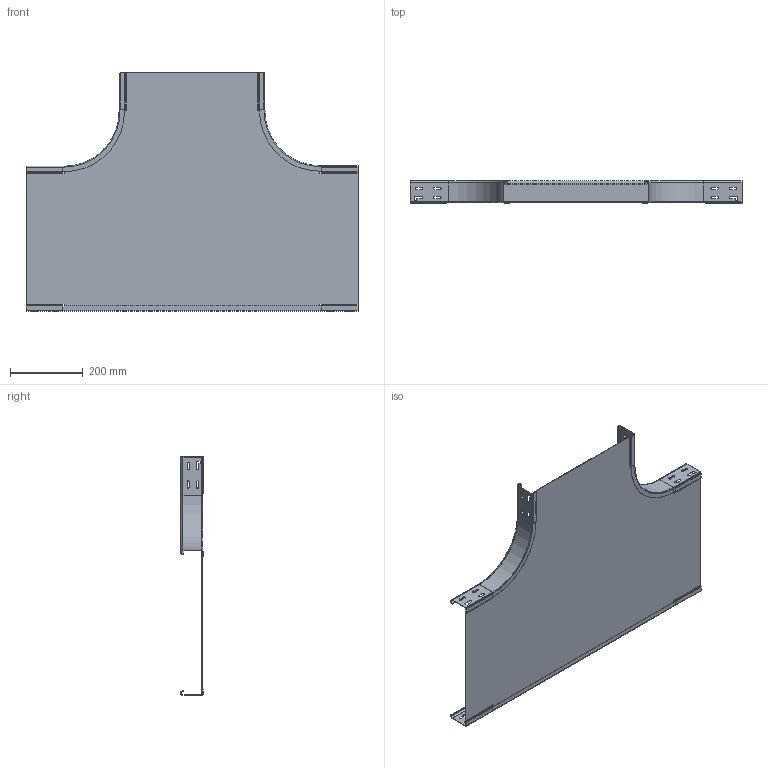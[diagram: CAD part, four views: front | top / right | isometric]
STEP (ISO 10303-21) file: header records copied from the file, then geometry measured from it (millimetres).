
FILE_DESCRIPTION((''),'2;1');
FILE_NAME('7003390_ASM','2013-02-04T',('AndreasKeweloh'),(''),'PRO/ENGINEER BY PARAMETRIC TECHNOLOGY CORPORATION, 2012360','PRO/ENGINEER BY PARAMETRIC TECHNOLOGY CORPORATION, 2012360','');
FILE_SCHEMA(('CONFIG_CONTROL_DESIGN'));
Length unit declared in the file: millimetre
Products named in the file (4): KTS_06_128-023; KTS_06_151-022; KTS_06_155-026_L_910; 7003390_ASM
Assembly tree (4 placements, depth 2):
  7003390_ASM
    KTS_06_128-023
    KTS_06_151-022  x2
    KTS_06_155-026_L_910
Bounding box: 910 x 62 x 654.42 mm (x, y, z)
Volume: 899447 mm3; surface area: 1262722.6 mm2
Topology: 4 solids, 4 shells, 367 faces, 959 edges, 600 vertices
Faces by surface type: plane 212, cylinder 143, torus 8, bspline 4
Entity records: 8711 total; most frequent: CARTESIAN_POINT 1569, DIRECTION 1506, ORIENTED_EDGE 1444, EDGE_CURVE 722, AXIS2_PLACEMENT_3D 502, VECTOR 502, LINE 502, VERTEX_POINT 444
